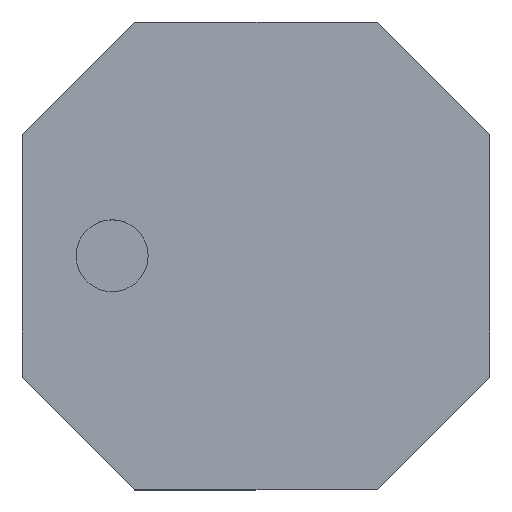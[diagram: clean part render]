
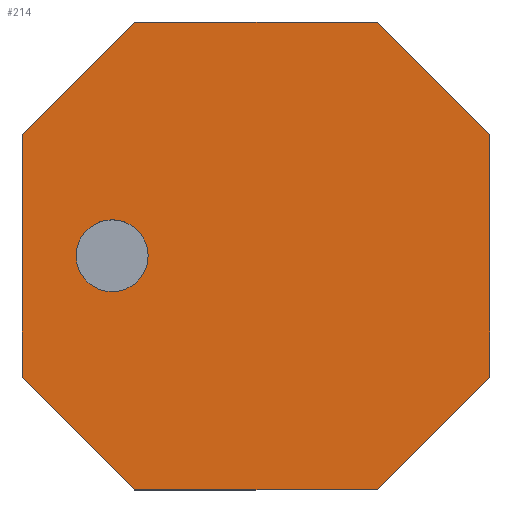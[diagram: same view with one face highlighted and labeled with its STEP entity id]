
A CAD part, top view. The second image highlights one B-rep face of the part: STEP entity #214.
In plain terms, the highlighted planar face has unit normal (0, 0, 1).
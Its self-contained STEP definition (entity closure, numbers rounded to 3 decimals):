
#15=FACE_BOUND('',#50,.T.);
#25=PLANE('',#242);
#37=FACE_OUTER_BOUND('',#49,.T.);
#49=EDGE_LOOP('',(#186,#187,#188,#189,#190,#191,#192,#193));
#50=EDGE_LOOP('',(#194));
#55=LINE('',#314,#80);
#58=LINE('',#320,#83);
#61=LINE('',#326,#86);
#64=LINE('',#332,#89);
#67=LINE('',#338,#92);
#70=LINE('',#344,#95);
#73=LINE('',#350,#98);
#76=LINE('',#354,#101);
#80=VECTOR('',#259,10.);
#83=VECTOR('',#264,10.);
#86=VECTOR('',#269,10.);
#89=VECTOR('',#274,10.);
#92=VECTOR('',#279,10.);
#95=VECTOR('',#284,10.);
#98=VECTOR('',#289,10.);
#101=VECTOR('',#294,10.);
#102=CIRCLE('',#231,0.4);
#104=VERTEX_POINT('',#301);
#108=VERTEX_POINT('',#311);
#109=VERTEX_POINT('',#313);
#111=VERTEX_POINT('',#319);
#113=VERTEX_POINT('',#325);
#115=VERTEX_POINT('',#331);
#117=VERTEX_POINT('',#337);
#119=VERTEX_POINT('',#343);
#121=VERTEX_POINT('',#349);
#122=EDGE_CURVE('',#104,#104,#102,.T.);
#127=EDGE_CURVE('',#109,#108,#55,.T.);
#130=EDGE_CURVE('',#111,#109,#58,.T.);
#133=EDGE_CURVE('',#113,#111,#61,.T.);
#136=EDGE_CURVE('',#115,#113,#64,.T.);
#139=EDGE_CURVE('',#117,#115,#67,.T.);
#142=EDGE_CURVE('',#119,#117,#70,.T.);
#145=EDGE_CURVE('',#121,#119,#73,.T.);
#148=EDGE_CURVE('',#108,#121,#76,.T.);
#186=ORIENTED_EDGE('',*,*,#148,.T.);
#187=ORIENTED_EDGE('',*,*,#145,.T.);
#188=ORIENTED_EDGE('',*,*,#142,.T.);
#189=ORIENTED_EDGE('',*,*,#139,.T.);
#190=ORIENTED_EDGE('',*,*,#136,.T.);
#191=ORIENTED_EDGE('',*,*,#133,.T.);
#192=ORIENTED_EDGE('',*,*,#130,.T.);
#193=ORIENTED_EDGE('',*,*,#127,.T.);
#194=ORIENTED_EDGE('',*,*,#122,.T.);
#214=ADVANCED_FACE('',(#37,#15),#25,.T.);
#231=AXIS2_PLACEMENT_3D('',#302,#248,#249);
#242=AXIS2_PLACEMENT_3D('',#355,#295,#296);
#248=DIRECTION('center_axis',(0.,0.,-1.));
#249=DIRECTION('ref_axis',(-1.,0.,0.));
#259=DIRECTION('',(0.,-1.,0.));
#264=DIRECTION('',(-0.707,-0.707,0.));
#269=DIRECTION('',(-1.,0.,0.));
#274=DIRECTION('',(-0.707,0.707,0.));
#279=DIRECTION('',(0.,1.,0.));
#284=DIRECTION('',(0.707,0.707,0.));
#289=DIRECTION('',(1.,0.,0.));
#294=DIRECTION('',(0.707,-0.707,0.));
#295=DIRECTION('center_axis',(0.,0.,1.));
#296=DIRECTION('ref_axis',(1.,0.,0.));
#301=CARTESIAN_POINT('',(1.4,2.6,3.));
#302=CARTESIAN_POINT('Origin',(1.,2.6,3.));
#311=CARTESIAN_POINT('',(0.,1.25,3.));
#313=CARTESIAN_POINT('',(0.,3.95,3.));
#314=CARTESIAN_POINT('',(0.,1.25,3.));
#319=CARTESIAN_POINT('',(1.25,5.2,3.));
#320=CARTESIAN_POINT('',(0.,3.95,3.));
#325=CARTESIAN_POINT('',(3.95,5.2,3.));
#326=CARTESIAN_POINT('',(1.25,5.2,3.));
#331=CARTESIAN_POINT('',(5.2,3.95,3.));
#332=CARTESIAN_POINT('',(3.95,5.2,3.));
#337=CARTESIAN_POINT('',(5.2,1.25,3.));
#338=CARTESIAN_POINT('',(5.2,3.95,3.));
#343=CARTESIAN_POINT('',(3.95,0.,3.));
#344=CARTESIAN_POINT('',(3.95,0.,3.));
#349=CARTESIAN_POINT('',(1.25,0.,3.));
#350=CARTESIAN_POINT('',(3.95,0.,3.));
#354=CARTESIAN_POINT('',(0.,1.25,3.));
#355=CARTESIAN_POINT('Origin',(2.6,2.6,3.));
